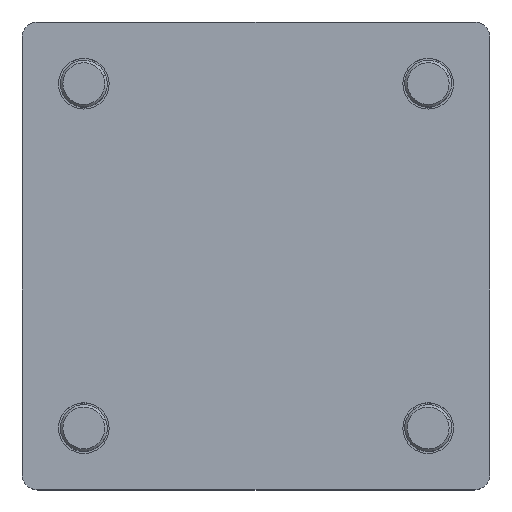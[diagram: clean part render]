
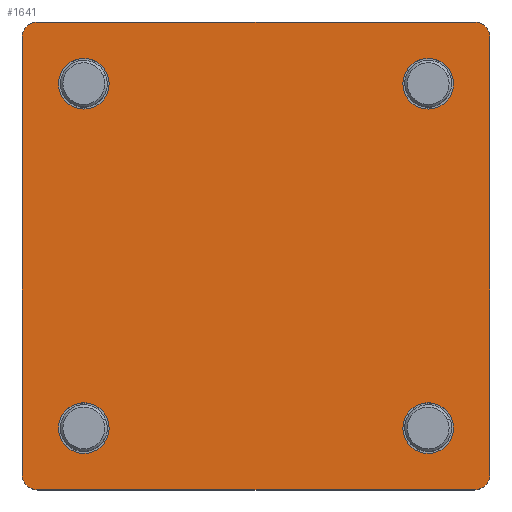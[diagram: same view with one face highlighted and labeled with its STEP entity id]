
A CAD part, top view. The second image highlights one B-rep face of the part: STEP entity #1641.
In plain terms, the highlighted planar face has unit normal (0, 0, 1).
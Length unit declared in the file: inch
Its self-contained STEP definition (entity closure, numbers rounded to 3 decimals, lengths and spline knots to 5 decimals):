
#94 = DIRECTION ( 'NONE',  ( 0., 0., 1. ) ) ;
#109 = LINE ( 'NONE', #3766, #2485 ) ;
#127 = FACE_BOUND ( 'NONE', #827, .T. ) ;
#196 = AXIS2_PLACEMENT_3D ( 'NONE', #479, #3760, #1816 ) ;
#197 = DIRECTION ( 'NONE',  ( -1., 0., 0. ) ) ;
#218 = LINE ( 'NONE', #3845, #3264 ) ;
#351 = DIRECTION ( 'NONE',  ( 0., 0., 1. ) ) ;
#440 = FACE_BOUND ( 'NONE', #4082, .T. ) ;
#479 = CARTESIAN_POINT ( 'NONE',  ( -1.875, 1.875, 0.625 ) ) ;
#481 = AXIS2_PLACEMENT_3D ( 'NONE', #672, #3288, #3945 ) ;
#484 = EDGE_CURVE ( 'NONE', #3645, #3600, #3722, .T. ) ;
#528 = VECTOR ( 'NONE', #3511, 39.37008 ) ;
#578 = VERTEX_POINT ( 'NONE', #1764 ) ;
#604 = EDGE_CURVE ( 'NONE', #1428, #941, #3148, .T. ) ;
#614 = DIRECTION ( 'NONE',  ( -1., 0., 0. ) ) ;
#615 = DIRECTION ( 'NONE',  ( -1., 0., 0. ) ) ;
#672 = CARTESIAN_POINT ( 'NONE',  ( -1.38, -1.38, 0.625 ) ) ;
#768 = ORIENTED_EDGE ( 'NONE', *, *, #2350, .F. ) ;
#787 = AXIS2_PLACEMENT_3D ( 'NONE', #4180, #2662, #615 ) ;
#827 = EDGE_LOOP ( 'NONE', ( #768, #2728 ) ) ;
#833 = VECTOR ( 'NONE', #3559, 39.37008 ) ;
#839 = LINE ( 'NONE', #1899, #528 ) ;
#886 = VERTEX_POINT ( 'NONE', #2032 ) ;
#904 = ORIENTED_EDGE ( 'NONE', *, *, #2353, .T. ) ;
#941 = VERTEX_POINT ( 'NONE', #3750 ) ;
#956 = CIRCLE ( 'NONE', #2601, 0.125 ) ;
#958 = CARTESIAN_POINT ( 'NONE',  ( -1.38, 1.38, 0.625 ) ) ;
#966 = DIRECTION ( 'NONE',  ( -1., 0., 0. ) ) ;
#1017 = CARTESIAN_POINT ( 'NONE',  ( 1.583, -1.38, 0.625 ) ) ;
#1041 = ORIENTED_EDGE ( 'NONE', *, *, #2148, .T. ) ;
#1045 = ORIENTED_EDGE ( 'NONE', *, *, #3628, .T. ) ;
#1095 = ORIENTED_EDGE ( 'NONE', *, *, #604, .T. ) ;
#1106 = AXIS2_PLACEMENT_3D ( 'NONE', #2335, #3620, #614 ) ;
#1151 = ORIENTED_EDGE ( 'NONE', *, *, #1974, .F. ) ;
#1273 = EDGE_LOOP ( 'NONE', ( #1770, #3481, #1449, #1045, #2382, #1095, #1041, #904 ) ) ;
#1281 = DIRECTION ( 'NONE',  ( -1., 0., 0. ) ) ;
#1286 = CIRCLE ( 'NONE', #2957, 0.125 ) ;
#1333 = CARTESIAN_POINT ( 'NONE',  ( -1.38, -1.38, 0.625 ) ) ;
#1336 = EDGE_CURVE ( 'NONE', #578, #3116, #1286, .T. ) ;
#1345 = DIRECTION ( 'NONE',  ( 0., 0., 1. ) ) ;
#1369 = AXIS2_PLACEMENT_3D ( 'NONE', #1943, #3957, #966 ) ;
#1395 = FACE_BOUND ( 'NONE', #1812, .T. ) ;
#1428 = VERTEX_POINT ( 'NONE', #3316 ) ;
#1443 = DIRECTION ( 'NONE',  ( 1., 0., 0. ) ) ;
#1449 = ORIENTED_EDGE ( 'NONE', *, *, #2451, .T. ) ;
#1458 = CIRCLE ( 'NONE', #3566, 0.203 ) ;
#1538 = DIRECTION ( 'NONE',  ( -1., 0., 0. ) ) ;
#1543 = CIRCLE ( 'NONE', #3138, 0.203 ) ;
#1592 = VERTEX_POINT ( 'NONE', #2122 ) ;
#1595 = CARTESIAN_POINT ( 'NONE',  ( -1.177, -1.38, 0.625 ) ) ;
#1619 = ORIENTED_EDGE ( 'NONE', *, *, #1800, .F. ) ;
#1631 = VERTEX_POINT ( 'NONE', #2425 ) ;
#1641 = ADVANCED_FACE ( 'NONE', ( #440, #127, #2053, #1395, #1777 ), #1756, .F. ) ;
#1700 = VERTEX_POINT ( 'NONE', #2520 ) ;
#1756 = PLANE ( 'NONE',  #196 ) ;
#1764 = CARTESIAN_POINT ( 'NONE',  ( -1.875, -1.75, 0.625 ) ) ;
#1770 = ORIENTED_EDGE ( 'NONE', *, *, #3874, .T. ) ;
#1777 = FACE_BOUND ( 'NONE', #4059, .T. ) ;
#1790 = EDGE_CURVE ( 'NONE', #2621, #2716, #2282, .T. ) ;
#1800 = EDGE_CURVE ( 'NONE', #1631, #886, #3493, .T. ) ;
#1812 = EDGE_LOOP ( 'NONE', ( #1918, #1151 ) ) ;
#1816 = DIRECTION ( 'NONE',  ( -1., 0., 0. ) ) ;
#1833 = CARTESIAN_POINT ( 'NONE',  ( 1.177, 1.38, 0.625 ) ) ;
#1862 = CIRCLE ( 'NONE', #1369, 0.125 ) ;
#1880 = CARTESIAN_POINT ( 'NONE',  ( 1.875, -1.875, 0.625 ) ) ;
#1890 = CARTESIAN_POINT ( 'NONE',  ( -1.875, 1.75, 0.625 ) ) ;
#1899 = CARTESIAN_POINT ( 'NONE',  ( -1.875, -1.875, 0.625 ) ) ;
#1918 = ORIENTED_EDGE ( 'NONE', *, *, #484, .F. ) ;
#1943 = CARTESIAN_POINT ( 'NONE',  ( -1.75, 1.75, 0.625 ) ) ;
#1974 = EDGE_CURVE ( 'NONE', #3600, #3645, #1458, .T. ) ;
#2012 = CARTESIAN_POINT ( 'NONE',  ( 1.75, -1.75, 0.625 ) ) ;
#2032 = CARTESIAN_POINT ( 'NONE',  ( -1.583, 1.38, 0.625 ) ) ;
#2053 = FACE_OUTER_BOUND ( 'NONE', #1273, .T. ) ;
#2102 = CIRCLE ( 'NONE', #787, 0.203 ) ;
#2111 = CARTESIAN_POINT ( 'NONE',  ( 1.38, -1.38, 0.625 ) ) ;
#2122 = CARTESIAN_POINT ( 'NONE',  ( 1.875, -1.75, 0.625 ) ) ;
#2131 = EDGE_CURVE ( 'NONE', #1592, #1428, #3191, .T. ) ;
#2148 = EDGE_CURVE ( 'NONE', #941, #3237, #218, .T. ) ;
#2153 = AXIS2_PLACEMENT_3D ( 'NONE', #958, #1345, #4242 ) ;
#2186 = DIRECTION ( 'NONE',  ( -1., 0., 0. ) ) ;
#2229 = CARTESIAN_POINT ( 'NONE',  ( 1.38, -1.38, 0.625 ) ) ;
#2282 = CIRCLE ( 'NONE', #481, 0.203 ) ;
#2322 = VERTEX_POINT ( 'NONE', #4318 ) ;
#2335 = CARTESIAN_POINT ( 'NONE',  ( 1.38, 1.38, 0.625 ) ) ;
#2350 = EDGE_CURVE ( 'NONE', #4217, #2322, #3408, .T. ) ;
#2353 = EDGE_CURVE ( 'NONE', #3237, #3073, #1862, .T. ) ;
#2382 = ORIENTED_EDGE ( 'NONE', *, *, #2131, .T. ) ;
#2414 = CIRCLE ( 'NONE', #3185, 0.203 ) ;
#2425 = CARTESIAN_POINT ( 'NONE',  ( -1.177, 1.38, 0.625 ) ) ;
#2451 = EDGE_CURVE ( 'NONE', #3116, #1700, #109, .T. ) ;
#2485 = VECTOR ( 'NONE', #1443, 39.37008 ) ;
#2498 = ORIENTED_EDGE ( 'NONE', *, *, #1790, .F. ) ;
#2520 = CARTESIAN_POINT ( 'NONE',  ( 1.75, -1.875, 0.625 ) ) ;
#2601 = AXIS2_PLACEMENT_3D ( 'NONE', #2012, #2942, #1281 ) ;
#2621 = VERTEX_POINT ( 'NONE', #3552 ) ;
#2640 = DIRECTION ( 'NONE',  ( -1., 0., 0. ) ) ;
#2662 = DIRECTION ( 'NONE',  ( 0., 0., 1. ) ) ;
#2716 = VERTEX_POINT ( 'NONE', #1595 ) ;
#2728 = ORIENTED_EDGE ( 'NONE', *, *, #3416, .F. ) ;
#2868 = DIRECTION ( 'NONE',  ( 0., 0., 1. ) ) ;
#2902 = CARTESIAN_POINT ( 'NONE',  ( -1.75, 1.875, 0.625 ) ) ;
#2942 = DIRECTION ( 'NONE',  ( 0., 0., 1. ) ) ;
#2957 = AXIS2_PLACEMENT_3D ( 'NONE', #3553, #2868, #2186 ) ;
#3037 = CARTESIAN_POINT ( 'NONE',  ( 1.75, 1.75, 0.625 ) ) ;
#3073 = VERTEX_POINT ( 'NONE', #1890 ) ;
#3116 = VERTEX_POINT ( 'NONE', #3547 ) ;
#3138 = AXIS2_PLACEMENT_3D ( 'NONE', #4197, #3598, #1538 ) ;
#3148 = CIRCLE ( 'NONE', #3286, 0.125 ) ;
#3150 = DIRECTION ( 'NONE',  ( -1., 0., 0. ) ) ;
#3185 = AXIS2_PLACEMENT_3D ( 'NONE', #1333, #351, #2640 ) ;
#3191 = LINE ( 'NONE', #1880, #833 ) ;
#3237 = VERTEX_POINT ( 'NONE', #2902 ) ;
#3264 = VECTOR ( 'NONE', #197, 39.37008 ) ;
#3286 = AXIS2_PLACEMENT_3D ( 'NONE', #3037, #3429, #4056 ) ;
#3288 = DIRECTION ( 'NONE',  ( 0., 0., 1. ) ) ;
#3316 = CARTESIAN_POINT ( 'NONE',  ( 1.875, 1.75, 0.625 ) ) ;
#3408 = CIRCLE ( 'NONE', #1106, 0.203 ) ;
#3416 = EDGE_CURVE ( 'NONE', #2322, #4217, #1543, .T. ) ;
#3421 = ORIENTED_EDGE ( 'NONE', *, *, #3675, .F. ) ;
#3429 = DIRECTION ( 'NONE',  ( 0., 0., 1. ) ) ;
#3481 = ORIENTED_EDGE ( 'NONE', *, *, #1336, .T. ) ;
#3493 = CIRCLE ( 'NONE', #2153, 0.203 ) ;
#3511 = DIRECTION ( 'NONE',  ( 0., -1., 0. ) ) ;
#3547 = CARTESIAN_POINT ( 'NONE',  ( -1.75, -1.875, 0.625 ) ) ;
#3550 = EDGE_CURVE ( 'NONE', #886, #1631, #2102, .T. ) ;
#3552 = CARTESIAN_POINT ( 'NONE',  ( -1.583, -1.38, 0.625 ) ) ;
#3553 = CARTESIAN_POINT ( 'NONE',  ( -1.75, -1.75, 0.625 ) ) ;
#3559 = DIRECTION ( 'NONE',  ( 0., 1., 0. ) ) ;
#3566 = AXIS2_PLACEMENT_3D ( 'NONE', #2111, #94, #3150 ) ;
#3579 = DIRECTION ( 'NONE',  ( 0., 0., 1. ) ) ;
#3598 = DIRECTION ( 'NONE',  ( 0., 0., 1. ) ) ;
#3600 = VERTEX_POINT ( 'NONE', #1017 ) ;
#3620 = DIRECTION ( 'NONE',  ( 0., 0., 1. ) ) ;
#3628 = EDGE_CURVE ( 'NONE', #1700, #1592, #956, .T. ) ;
#3638 = AXIS2_PLACEMENT_3D ( 'NONE', #2229, #3579, #4234 ) ;
#3645 = VERTEX_POINT ( 'NONE', #4055 ) ;
#3675 = EDGE_CURVE ( 'NONE', #2716, #2621, #2414, .T. ) ;
#3722 = CIRCLE ( 'NONE', #3638, 0.203 ) ;
#3750 = CARTESIAN_POINT ( 'NONE',  ( 1.75, 1.875, 0.625 ) ) ;
#3760 = DIRECTION ( 'NONE',  ( 0., 0., -1. ) ) ;
#3766 = CARTESIAN_POINT ( 'NONE',  ( -1.875, -1.875, 0.625 ) ) ;
#3845 = CARTESIAN_POINT ( 'NONE',  ( -1.875, 1.875, 0.625 ) ) ;
#3874 = EDGE_CURVE ( 'NONE', #3073, #578, #839, .T. ) ;
#3945 = DIRECTION ( 'NONE',  ( -1., 0., 0. ) ) ;
#3957 = DIRECTION ( 'NONE',  ( 0., 0., 1. ) ) ;
#4055 = CARTESIAN_POINT ( 'NONE',  ( 1.177, -1.38, 0.625 ) ) ;
#4056 = DIRECTION ( 'NONE',  ( -1., 0., 0. ) ) ;
#4059 = EDGE_LOOP ( 'NONE', ( #2498, #3421 ) ) ;
#4082 = EDGE_LOOP ( 'NONE', ( #4147, #1619 ) ) ;
#4147 = ORIENTED_EDGE ( 'NONE', *, *, #3550, .F. ) ;
#4180 = CARTESIAN_POINT ( 'NONE',  ( -1.38, 1.38, 0.625 ) ) ;
#4197 = CARTESIAN_POINT ( 'NONE',  ( 1.38, 1.38, 0.625 ) ) ;
#4217 = VERTEX_POINT ( 'NONE', #1833 ) ;
#4234 = DIRECTION ( 'NONE',  ( -1., 0., 0. ) ) ;
#4242 = DIRECTION ( 'NONE',  ( -1., 0., 0. ) ) ;
#4318 = CARTESIAN_POINT ( 'NONE',  ( 1.583, 1.38, 0.625 ) ) ;
